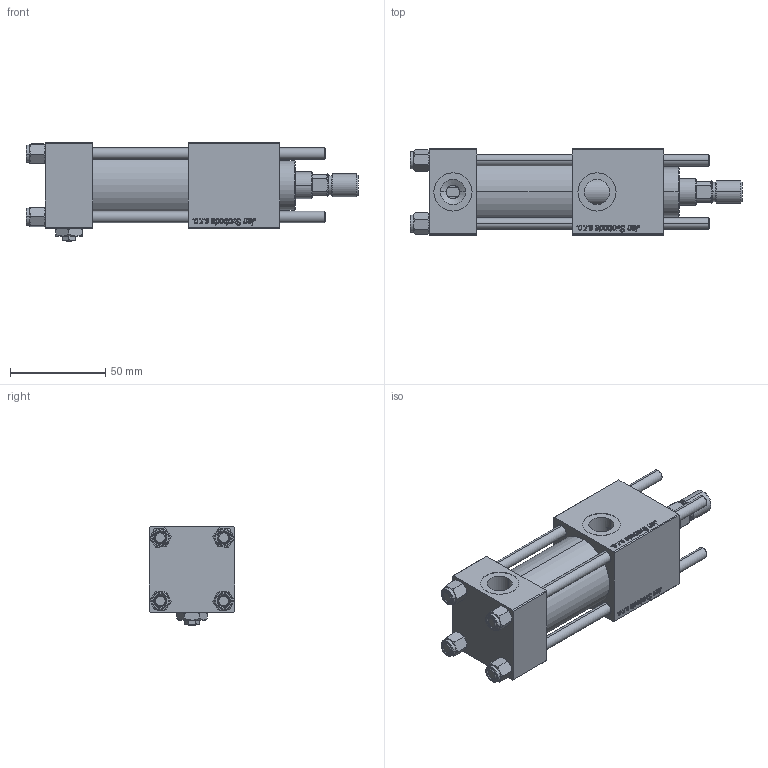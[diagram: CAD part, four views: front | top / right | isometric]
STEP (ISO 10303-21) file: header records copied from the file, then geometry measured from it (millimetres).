
FILE_DESCRIPTION (( 'STEP AP203' ), '1' );
FILE_NAME ('d53d.STEP', '2023-10-18T14:31:57', ( '' ), ( '' ), 'SwSTEP 2.0', 'SolidWorks 2019', '' );
FILE_SCHEMA (( 'CONFIG_CONTROL_DESIGN' ));
Length unit declared in the file: millimetre
Products named in the file (8): V215CR_B_TYCINKA e4d21b9a73232b991423d3758ee2b9eb; V215CR_B-1 e4d21b9a73232b991423d3758ee2b9eb; V215_VC_A e4d21b9a73232b991423d3758ee2b9eb; ROD_END_AH e4d21b9a73232b991423d3758ee2b9eb; V215CR_VCP_B e4d21b9a73232b991423d3758ee2b9eb; d53d; NUT_M5_B e4d21b9a73232b991423d3758ee2b9eb; Zatka_pro_OIL_PORT e4d21b9a73232b991423d3758ee2b9eb
Assembly tree (13 placements, depth 2):
  d53d
    V215CR_B-1 e4d21b9a73232b991423d3758ee2b9eb
    V215CR_VCP_B e4d21b9a73232b991423d3758ee2b9eb
    NUT_M5_B e4d21b9a73232b991423d3758ee2b9eb  x4
    V215CR_B_TYCINKA e4d21b9a73232b991423d3758ee2b9eb  x4
    V215_VC_A e4d21b9a73232b991423d3758ee2b9eb
    ROD_END_AH e4d21b9a73232b991423d3758ee2b9eb
    Zatka_pro_OIL_PORT e4d21b9a73232b991423d3758ee2b9eb
Bounding box: 174 x 45 x 52 mm (x, y, z)
Volume: 199248.4 mm3; surface area: 74500 mm2
Topology: 13 solids, 13 shells, 1222 faces, 3084 edges, 1995 vertices
Faces by surface type: bspline 504, plane 458, cone 162, cylinder 88, torus 10
Entity records: 59020 total; most frequent: CARTESIAN_POINT 34636, ORIENTED_EDGE 5660, DIRECTION 3202, EDGE_CURVE 2830, VERTEX_POINT 1851, VECTOR 1496, LINE 1496, EDGE_LOOP 1231
